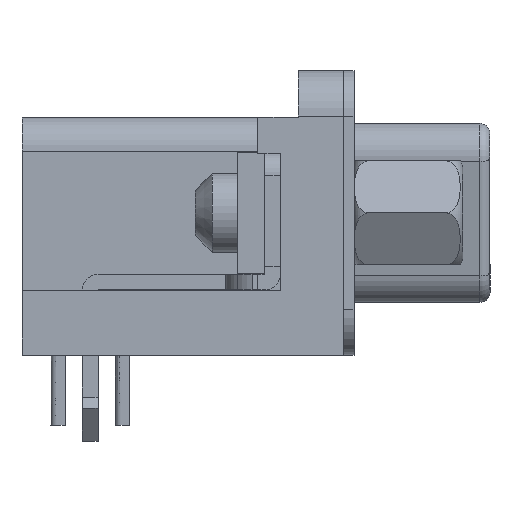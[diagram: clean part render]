
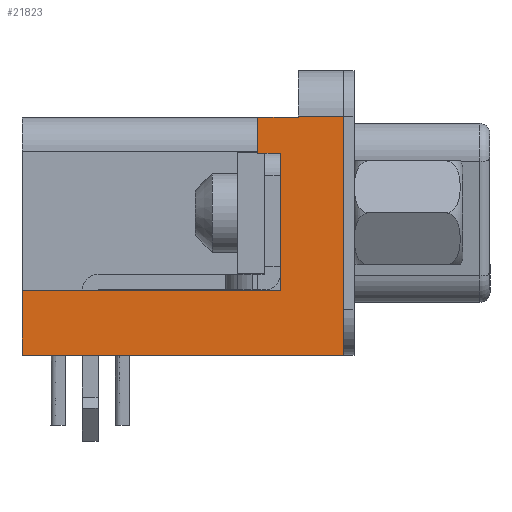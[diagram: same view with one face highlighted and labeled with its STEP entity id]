
A CAD part, left-side view. The second image highlights one B-rep face of the part: STEP entity #21823.
In plain terms, the highlighted planar face has unit normal (-1, 0, 0).
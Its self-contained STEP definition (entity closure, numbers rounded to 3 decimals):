
#1326=LINE('',#32455,#4062);
#1415=LINE('',#32697,#4151);
#1429=LINE('',#32732,#4165);
#1436=LINE('',#32749,#4172);
#1443=LINE('',#32769,#4179);
#1444=LINE('',#32771,#4180);
#1445=LINE('',#32773,#4181);
#1446=LINE('',#32775,#4182);
#1447=LINE('',#32777,#4183);
#1448=LINE('',#32778,#4184);
#4062=VECTOR('',#25972,1000.);
#4151=VECTOR('',#26149,1000.);
#4165=VECTOR('',#26171,1000.);
#4172=VECTOR('',#26186,1000.);
#4179=VECTOR('',#26205,1000.);
#4180=VECTOR('',#26206,1000.);
#4181=VECTOR('',#26207,1000.);
#4182=VECTOR('',#26208,1000.);
#4183=VECTOR('',#26209,1000.);
#4184=VECTOR('',#26210,1000.);
#7168=ORIENTED_EDGE('',*,*,#13252,.T.);
#7169=ORIENTED_EDGE('',*,*,#13289,.T.);
#7170=ORIENTED_EDGE('',*,*,#13290,.T.);
#7171=ORIENTED_EDGE('',*,*,#13291,.T.);
#7172=ORIENTED_EDGE('',*,*,#13292,.T.);
#7173=ORIENTED_EDGE('',*,*,#13293,.F.);
#7174=ORIENTED_EDGE('',*,*,#13269,.T.);
#7175=ORIENTED_EDGE('',*,*,#13294,.T.);
#7176=ORIENTED_EDGE('',*,*,#13140,.T.);
#7177=ORIENTED_EDGE('',*,*,#13279,.T.);
#13140=EDGE_CURVE('',#16131,#16130,#1326,.T.);
#13252=EDGE_CURVE('',#16240,#16239,#1415,.T.);
#13269=EDGE_CURVE('',#16254,#16256,#1429,.T.);
#13279=EDGE_CURVE('',#16130,#16240,#1436,.T.);
#13289=EDGE_CURVE('',#16239,#16270,#1443,.T.);
#13290=EDGE_CURVE('',#16270,#16271,#1444,.T.);
#13291=EDGE_CURVE('',#16271,#16272,#1445,.T.);
#13292=EDGE_CURVE('',#16272,#16273,#1446,.T.);
#13293=EDGE_CURVE('',#16254,#16273,#1447,.T.);
#13294=EDGE_CURVE('',#16256,#16131,#1448,.T.);
#16130=VERTEX_POINT('',#32454);
#16131=VERTEX_POINT('',#32456);
#16239=VERTEX_POINT('',#32696);
#16240=VERTEX_POINT('',#32698);
#16254=VERTEX_POINT('',#32727);
#16256=VERTEX_POINT('',#32731);
#16270=VERTEX_POINT('',#32770);
#16271=VERTEX_POINT('',#32772);
#16272=VERTEX_POINT('',#32774);
#16273=VERTEX_POINT('',#32776);
#18068=EDGE_LOOP('',(#7168,#7169,#7170,#7171,#7172,#7173,#7174,#7175,#7176,
#7177));
#19500=FACE_BOUND('',#18068,.T.);
#20816=PLANE('',#23393);
#21823=ADVANCED_FACE('',(#19500),#20816,.T.);
#23393=AXIS2_PLACEMENT_3D('',#32768,#26203,#26204);
#25972=DIRECTION('',(0.,0.,-1.));
#26149=DIRECTION('',(0.,0.,1.));
#26171=DIRECTION('',(0.,0.,-1.));
#26186=DIRECTION('',(0.,-1.,0.));
#26203=DIRECTION('',(-1.,0.,0.));
#26204=DIRECTION('',(0.,0.,1.));
#26205=DIRECTION('',(0.,1.,0.));
#26206=DIRECTION('',(0.,0.,-1.));
#26207=DIRECTION('',(0.,1.,0.));
#26208=DIRECTION('',(0.,0.,-1.));
#26209=DIRECTION('',(0.,1.,0.));
#26210=DIRECTION('',(0.,1.,0.));
#32454=CARTESIAN_POINT('',(-34.66,7.1,-6.275));
#32455=CARTESIAN_POINT('',(-34.66,7.1,4.225));
#32456=CARTESIAN_POINT('',(-34.66,7.1,-3.425));
#32696=CARTESIAN_POINT('',(-34.66,-7.1,4.275));
#32697=CARTESIAN_POINT('',(-34.66,-7.1,-6.275));
#32698=CARTESIAN_POINT('',(-34.66,-7.1,-6.275));
#32727=CARTESIAN_POINT('',(-34.66,-4.3,2.625));
#32731=CARTESIAN_POINT('',(-34.66,-4.3,-3.425));
#32732=CARTESIAN_POINT('',(-34.66,-4.3,2.625));
#32749=CARTESIAN_POINT('',(-34.66,7.1,-6.275));
#32768=CARTESIAN_POINT('',(-34.66,0.,0.));
#32769=CARTESIAN_POINT('',(-34.66,0.,4.275));
#32770=CARTESIAN_POINT('',(-34.66,-5.1,4.275));
#32771=CARTESIAN_POINT('',(-34.66,-5.1,6.275));
#32772=CARTESIAN_POINT('',(-34.66,-5.1,4.225));
#32773=CARTESIAN_POINT('',(-34.66,-5.1,4.225));
#32774=CARTESIAN_POINT('',(-34.66,-3.3,4.225));
#32775=CARTESIAN_POINT('',(-34.66,-3.3,4.225));
#32776=CARTESIAN_POINT('',(-34.66,-3.3,2.625));
#32777=CARTESIAN_POINT('',(-34.66,-4.3,2.625));
#32778=CARTESIAN_POINT('',(-34.66,-3.3,-3.425));
